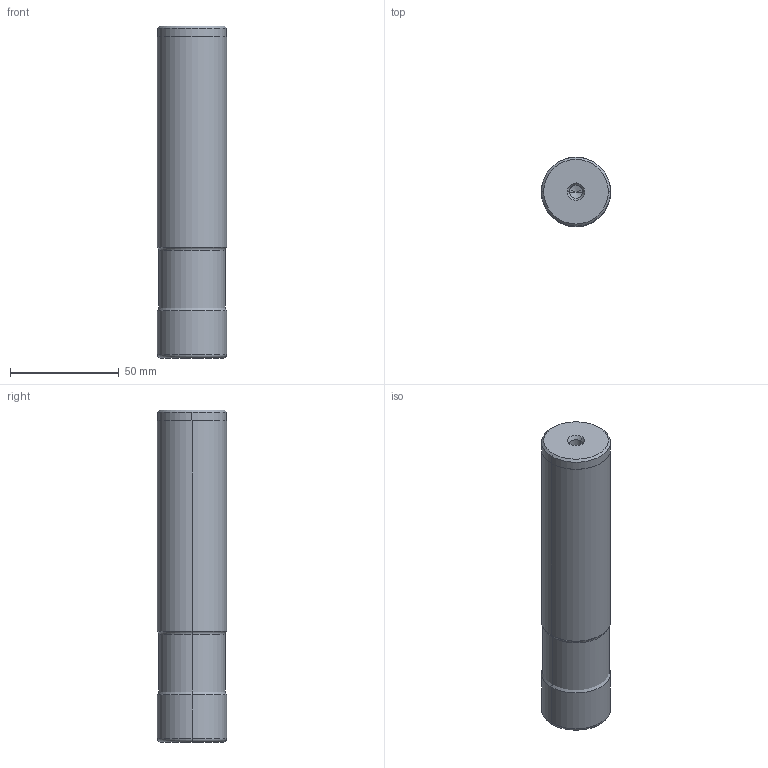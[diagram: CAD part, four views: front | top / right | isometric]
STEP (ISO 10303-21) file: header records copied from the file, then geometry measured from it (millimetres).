
FILE_DESCRIPTION(/* description */ (''),/* implementation_level */ '2;1');
FILE_NAME(/* name */ 'AXD7000UR202SA20SA_IR0_063.stp',/* time_stamp */ '2018-08-06T17:13:37+09:00',/* author */ (''),/* organization */ (''),/* preprocessor_version */ 'ST-DEVELOPER v16',/* originating_system */ 'SIEMENS PLM Software NX 10.0',/* authorisation */ '');
FILE_SCHEMA (('AUTOMOTIVE_DESIGN { 1 0 10303 214 3 1 1 1 }'));
Length unit declared in the file: millimetre
Products named in the file (1): AXD7000UR202SA20SA_IR0_063_ASM
Bounding box: 31.75 x 31.75 x 152.4 mm (x, y, z)
Volume: 129267.1 mm3; surface area: 22394.1 mm2
Topology: 2 solids, 2 shells, 52 faces, 116 edges, 69 vertices
Faces by surface type: cone 24, torus 12, cylinder 10, plane 6
Entity records: 1570 total; most frequent: DIRECTION 320, CARTESIAN_POINT 246, ORIENTED_EDGE 228, AXIS2_PLACEMENT_3D 143, EDGE_CURVE 114, CIRCLE 80, VERTEX_POINT 69, EDGE_LOOP 57
